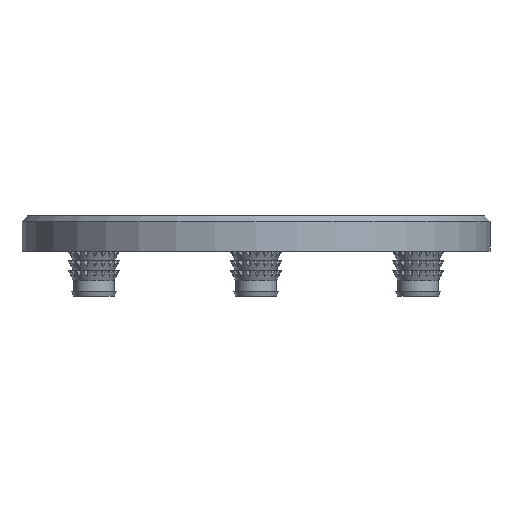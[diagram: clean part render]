
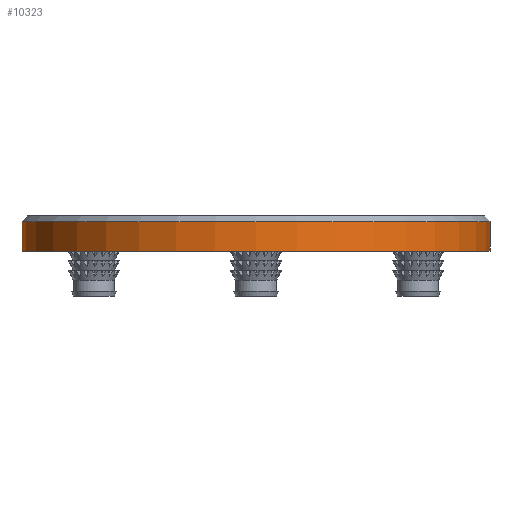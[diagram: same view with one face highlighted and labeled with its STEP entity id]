
A CAD part, front view. The second image highlights one B-rep face of the part: STEP entity #10323.
In plain terms, the highlighted cylindrical face has radius 40 mm (diameter 80 mm), a full revolution.
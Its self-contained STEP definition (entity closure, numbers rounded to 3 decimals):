
#2238 = DIRECTION ( 'NONE',  ( 0., 0., -1. ) ) ;
#5142 = DIRECTION ( 'NONE',  ( -1., 0., 0. ) ) ;
#6966 = EDGE_LOOP ( 'NONE', ( #14830 ) ) ;
#7060 = FACE_OUTER_BOUND ( 'NONE', #6966, .T. ) ;
#9963 = DIRECTION ( 'NONE',  ( 0., 0., 1. ) ) ;
#10323 = ADVANCED_FACE ( 'NONE', ( #30667, #7060 ), #16371, .T. ) ;
#11345 = DIRECTION ( 'NONE',  ( 0., 0., -1. ) ) ;
#12572 = EDGE_LOOP ( 'NONE', ( #29762 ) ) ;
#14830 = ORIENTED_EDGE ( 'NONE', *, *, #24045, .T. ) ;
#15767 = EDGE_CURVE ( 'NONE', #27091, #27091, #20134, .T. ) ;
#16145 = CARTESIAN_POINT ( 'NONE',  ( 0., 0., 5. ) ) ;
#16371 = CYLINDRICAL_SURFACE ( 'NONE', #21901, 40. ) ;
#16528 = CARTESIAN_POINT ( 'NONE',  ( 0., 0., 20. ) ) ;
#16632 = CARTESIAN_POINT ( 'NONE',  ( 0., 0., 0. ) ) ;
#17753 = VERTEX_POINT ( 'NONE', #26936 ) ;
#18400 = AXIS2_PLACEMENT_3D ( 'NONE', #16145, #11345, #20820 ) ;
#19017 = DIRECTION ( 'NONE',  ( -1., 0., 0. ) ) ;
#20134 = CIRCLE ( 'NONE', #26082, 40. ) ;
#20820 = DIRECTION ( 'NONE',  ( 1., 0., 0. ) ) ;
#21370 = CIRCLE ( 'NONE', #18400, 40. ) ;
#21901 = AXIS2_PLACEMENT_3D ( 'NONE', #16528, #2238, #19017 ) ;
#24045 = EDGE_CURVE ( 'NONE', #17753, #17753, #21370, .T. ) ;
#24448 = CARTESIAN_POINT ( 'NONE',  ( -40., 0., 0. ) ) ;
#26082 = AXIS2_PLACEMENT_3D ( 'NONE', #16632, #9963, #5142 ) ;
#26936 = CARTESIAN_POINT ( 'NONE',  ( 40., 0., 5. ) ) ;
#27091 = VERTEX_POINT ( 'NONE', #24448 ) ;
#29762 = ORIENTED_EDGE ( 'NONE', *, *, #15767, .T. ) ;
#30667 = FACE_OUTER_BOUND ( 'NONE', #12572, .T. ) ;
